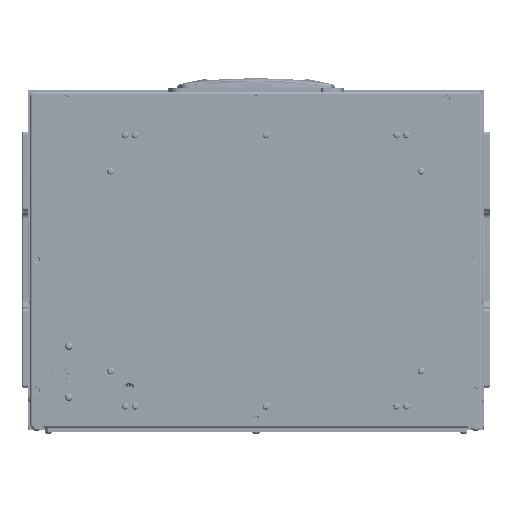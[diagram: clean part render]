
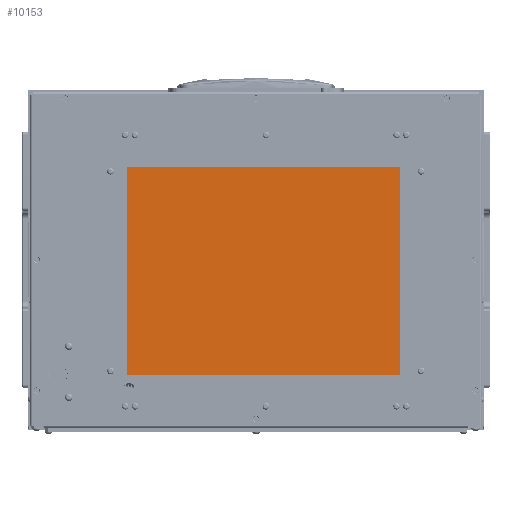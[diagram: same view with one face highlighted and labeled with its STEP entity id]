
A CAD part, front view. The second image highlights one B-rep face of the part: STEP entity #10153.
In plain terms, the highlighted planar face has unit normal (0, -1, 0).
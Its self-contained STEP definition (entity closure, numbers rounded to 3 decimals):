
#870 = LINE ( 'NONE', #42828, #25441 ) ;
#2206 = DIRECTION ( 'NONE',  ( 0., 0., -1. ) ) ;
#2759 = CARTESIAN_POINT ( 'NONE',  ( 135.25, -4.5, -105.65 ) ) ;
#3217 = CARTESIAN_POINT ( 'NONE',  ( 135.25, -4.5, 105.65 ) ) ;
#4329 = ORIENTED_EDGE ( 'NONE', *, *, #14566, .T. ) ;
#6615 = EDGE_CURVE ( 'NONE', #76969, #92080, #870, .T. ) ;
#8752 = DIRECTION ( 'NONE',  ( 0., -1., 0. ) ) ;
#10153 = ADVANCED_FACE ( 'NONE', ( #29150 ), #52385, .T. ) ;
#14566 = EDGE_CURVE ( 'NONE', #31409, #52248, #77547, .T. ) ;
#17193 = VECTOR ( 'NONE', #50753, 1000. ) ;
#23068 = EDGE_CURVE ( 'NONE', #92080, #31409, #89158, .T. ) ;
#25441 = VECTOR ( 'NONE', #27819, 1000. ) ;
#27819 = DIRECTION ( 'NONE',  ( 0., 0., 1. ) ) ;
#28919 = CARTESIAN_POINT ( 'NONE',  ( -141.75, -4.5, -105.65 ) ) ;
#29150 = FACE_OUTER_BOUND ( 'NONE', #32872, .T. ) ;
#31409 = VERTEX_POINT ( 'NONE', #60644 ) ;
#32872 = EDGE_LOOP ( 'NONE', ( #48546, #83163, #4329, #67766 ) ) ;
#36576 = DIRECTION ( 'NONE',  ( 1., 0., 0. ) ) ;
#42828 = CARTESIAN_POINT ( 'NONE',  ( 135.25, -4.5, -105.65 ) ) ;
#48546 = ORIENTED_EDGE ( 'NONE', *, *, #6615, .T. ) ;
#48941 = CARTESIAN_POINT ( 'NONE',  ( -141.75, -4.5, -105.65 ) ) ;
#50753 = DIRECTION ( 'NONE',  ( 0., 0., -1. ) ) ;
#51783 = CARTESIAN_POINT ( 'NONE',  ( 135.25, -4.5, 105.65 ) ) ;
#52248 = VERTEX_POINT ( 'NONE', #48941 ) ;
#52385 = PLANE ( 'NONE',  #70845 ) ;
#54482 = VECTOR ( 'NONE', #65713, 1000. ) ;
#60644 = CARTESIAN_POINT ( 'NONE',  ( -141.75, -4.5, 105.65 ) ) ;
#62373 = VECTOR ( 'NONE', #36576, 1000. ) ;
#65713 = DIRECTION ( 'NONE',  ( -1., 0., 0. ) ) ;
#67766 = ORIENTED_EDGE ( 'NONE', *, *, #87569, .T. ) ;
#70845 = AXIS2_PLACEMENT_3D ( 'NONE', #51783, #8752, #2206 ) ;
#72229 = CARTESIAN_POINT ( 'NONE',  ( 135.25, -4.5, -105.65 ) ) ;
#76969 = VERTEX_POINT ( 'NONE', #2759 ) ;
#77547 = LINE ( 'NONE', #28919, #17193 ) ;
#78900 = CARTESIAN_POINT ( 'NONE',  ( 135.25, -4.5, 105.65 ) ) ;
#83163 = ORIENTED_EDGE ( 'NONE', *, *, #23068, .T. ) ;
#87569 = EDGE_CURVE ( 'NONE', #52248, #76969, #88130, .T. ) ;
#88130 = LINE ( 'NONE', #72229, #62373 ) ;
#89158 = LINE ( 'NONE', #78900, #54482 ) ;
#92080 = VERTEX_POINT ( 'NONE', #3217 ) ;
